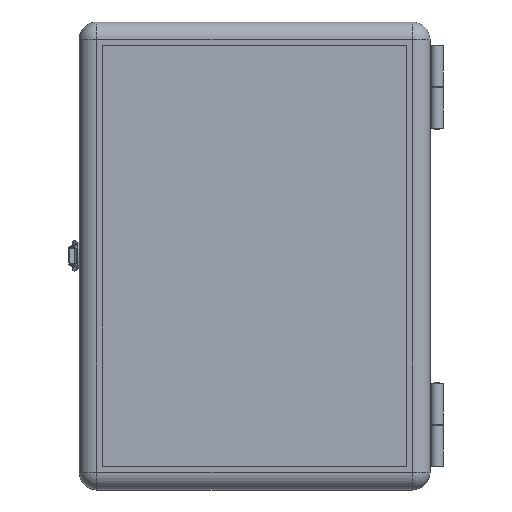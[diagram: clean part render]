
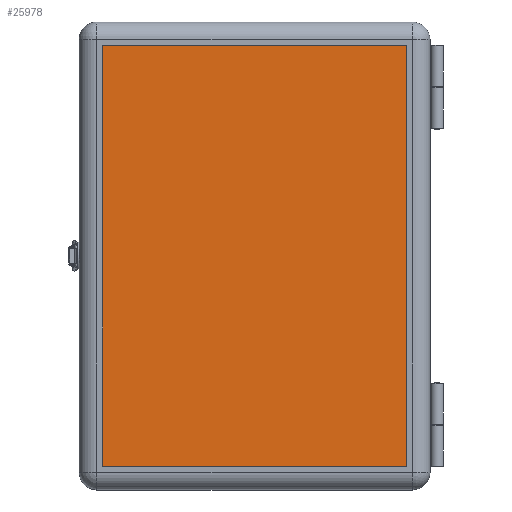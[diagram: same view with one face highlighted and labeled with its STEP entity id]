
A CAD part, top view. The second image highlights one B-rep face of the part: STEP entity #25978.
In plain terms, the highlighted face is planar.
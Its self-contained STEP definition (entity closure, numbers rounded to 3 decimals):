
#9788 = EDGE_LOOP ( 'NONE', ( #32929, #32930, #32931, #32932 ) ) ;
#11113 = CARTESIAN_POINT ( 'NONE',  ( -130., 180., 0. ) ) ;
#11778 = CARTESIAN_POINT ( 'NONE',  ( 130., -180., 0. ) ) ;
#17865 = CARTESIAN_POINT ( 'NONE',  ( 130., 180., 0. ) ) ;
#17997 = CARTESIAN_POINT ( 'NONE',  ( -130., -180., 0. ) ) ;
#25978 = ADVANCED_FACE ( 'NONE', ( #54011 ), #54012, .F. ) ;
#26290 = EDGE_CURVE ( 'NONE', #38575, #48690, #55712, .T. ) ;
#26294 = EDGE_CURVE ( 'NONE', #39669, #42149, #55723, .T. ) ;
#26297 = EDGE_CURVE ( 'NONE', #48690, #39669, #55742, .T. ) ;
#26299 = EDGE_CURVE ( 'NONE', #42149, #38575, #55748, .T. ) ;
#32929 = ORIENTED_EDGE ( 'NONE', *, *, #26297, .F. ) ;
#32930 = ORIENTED_EDGE ( 'NONE', *, *, #26290, .F. ) ;
#32931 = ORIENTED_EDGE ( 'NONE', *, *, #26299, .F. ) ;
#32932 = ORIENTED_EDGE ( 'NONE', *, *, #26294, .F. ) ;
#38575 = VERTEX_POINT ( 'NONE', #11113 ) ;
#39669 = VERTEX_POINT ( 'NONE', #11778 ) ;
#42149 = VERTEX_POINT ( 'NONE', #17865 ) ;
#48690 = VERTEX_POINT ( 'NONE', #17997 ) ;
#50691 = AXIS2_PLACEMENT_3D ( 'NONE', #54003, #54014, #54015 ) ;
#54003 = CARTESIAN_POINT ( 'NONE',  ( -135., -185., 0. ) ) ;
#54011 = FACE_OUTER_BOUND ( 'NONE', #9788, .T. ) ;
#54012 = PLANE ( 'NONE',  #50691 ) ;
#54014 = DIRECTION ( 'NONE',  ( 0., 0., 1. ) ) ;
#54015 = DIRECTION ( 'NONE',  ( 1., 0., 0. ) ) ;
#55190 = VECTOR ( 'NONE', #55724, 1000. ) ;
#55194 = VECTOR ( 'NONE', #55735, 1000. ) ;
#55198 = VECTOR ( 'NONE', #55745, 1000. ) ;
#55200 = VECTOR ( 'NONE', #55750, 1000. ) ;
#55712 = LINE ( 'NONE', #55722, #55190 ) ;
#55722 = CARTESIAN_POINT ( 'NONE',  ( -130., -185., 0. ) ) ;
#55723 = LINE ( 'NONE', #55734, #55194 ) ;
#55724 = DIRECTION ( 'NONE',  ( 0., -1., 0. ) ) ;
#55734 = CARTESIAN_POINT ( 'NONE',  ( 130., -185., 0. ) ) ;
#55735 = DIRECTION ( 'NONE',  ( 0., 1., 0. ) ) ;
#55742 = LINE ( 'NONE', #55744, #55198 ) ;
#55744 = CARTESIAN_POINT ( 'NONE',  ( -135., -180., 0. ) ) ;
#55745 = DIRECTION ( 'NONE',  ( 1., 0., 0. ) ) ;
#55748 = LINE ( 'NONE', #55749, #55200 ) ;
#55749 = CARTESIAN_POINT ( 'NONE',  ( -135., 180., 0. ) ) ;
#55750 = DIRECTION ( 'NONE',  ( -1., 0., 0. ) ) ;
